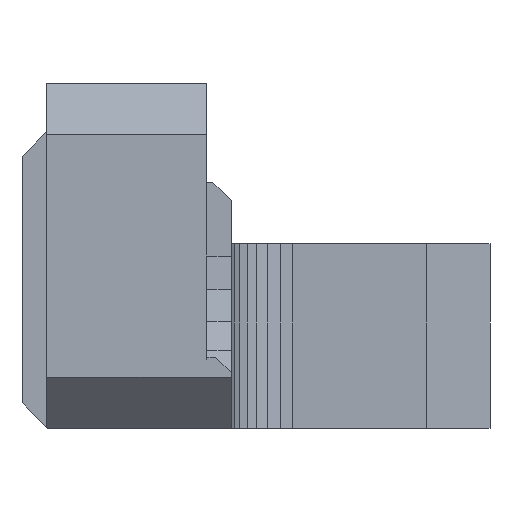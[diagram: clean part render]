
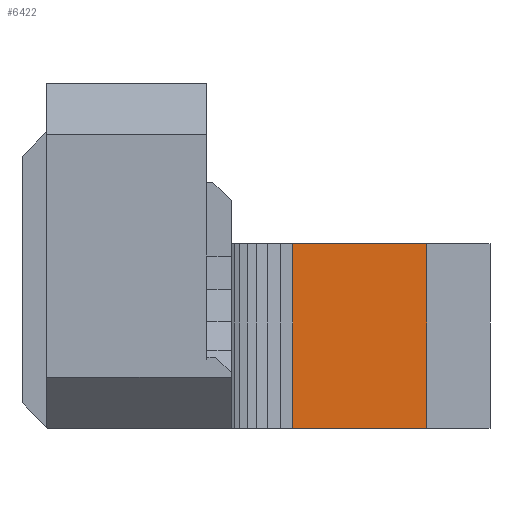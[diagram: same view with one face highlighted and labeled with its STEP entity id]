
A CAD part, left-side view. The second image highlights one B-rep face of the part: STEP entity #6422.
In plain terms, the highlighted planar face has unit normal (-1, 0, 0).
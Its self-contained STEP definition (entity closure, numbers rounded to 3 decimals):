
#55 = PLANE('',#56);
#56 = AXIS2_PLACEMENT_3D('',#57,#58,#59);
#57 = CARTESIAN_POINT('',(5.,-23.,0.));
#58 = DIRECTION('',(0.,0.,1.));
#59 = DIRECTION('',(1.,0.,0.));
#82 = PLANE('',#83);
#83 = AXIS2_PLACEMENT_3D('',#84,#85,#86);
#84 = CARTESIAN_POINT('',(19.071,-23.929,-2.));
#85 = DIRECTION('',(0.707,0.707,0.));
#86 = DIRECTION('',(0.,0.,1.));
#109 = PLANE('',#110);
#110 = AXIS2_PLACEMENT_3D('',#111,#112,#113);
#111 = CARTESIAN_POINT('',(5.,-23.,15.));
#112 = DIRECTION('',(0.,0.,1.));
#113 = DIRECTION('',(1.,0.,0.));
#233 = VERTEX_POINT('',#234);
#234 = CARTESIAN_POINT('',(13.,-7.,0.));
#255 = EDGE_CURVE('',#256,#233,#258,.T.);
#256 = VERTEX_POINT('',#257);
#257 = CARTESIAN_POINT('',(13.,-17.858,0.));
#258 = SURFACE_CURVE('',#259,(#263,#269),.PCURVE_S1.);
#259 = LINE('',#260,#261);
#260 = CARTESIAN_POINT('',(13.,-24.,0.));
#261 = VECTOR('',#262,1.);
#262 = DIRECTION('',(0.,1.,0.));
#263 = PCURVE('',#55,#264);
#264 = DEFINITIONAL_REPRESENTATION('',(#265),#268);
#265 = B_SPLINE_CURVE_WITH_KNOTS('',1,(#266,#267),.UNSPECIFIED.,.F.,.F.,
  (2,2),(-2.8,24.3),.PIECEWISE_BEZIER_KNOTS.);
#266 = CARTESIAN_POINT('',(8.,-3.8));
#267 = CARTESIAN_POINT('',(8.,23.3));
#268 = ( GEOMETRIC_REPRESENTATION_CONTEXT(2) 
PARAMETRIC_REPRESENTATION_CONTEXT() REPRESENTATION_CONTEXT('2D SPACE',''
  ) );
#269 = PCURVE('',#270,#275);
#270 = PLANE('',#271);
#271 = AXIS2_PLACEMENT_3D('',#272,#273,#274);
#272 = CARTESIAN_POINT('',(13.,-25.,-1.));
#273 = DIRECTION('',(1.,0.,0.));
#274 = DIRECTION('',(0.,0.,1.));
#275 = DEFINITIONAL_REPRESENTATION('',(#276),#279);
#276 = B_SPLINE_CURVE_WITH_KNOTS('',1,(#277,#278),.UNSPECIFIED.,.F.,.F.,
  (2,2),(-2.8,24.3),.PIECEWISE_BEZIER_KNOTS.);
#277 = CARTESIAN_POINT('',(1.,1.8));
#278 = CARTESIAN_POINT('',(1.,-25.3));
#279 = ( GEOMETRIC_REPRESENTATION_CONTEXT(2) 
PARAMETRIC_REPRESENTATION_CONTEXT() REPRESENTATION_CONTEXT('2D SPACE',''
  ) );
#4396 = VERTEX_POINT('',#4397);
#4397 = CARTESIAN_POINT('',(13.,-7.,15.));
#4418 = EDGE_CURVE('',#4419,#4396,#4421,.T.);
#4419 = VERTEX_POINT('',#4420);
#4420 = CARTESIAN_POINT('',(13.,-17.858,15.));
#4421 = SURFACE_CURVE('',#4422,(#4426,#4432),.PCURVE_S1.);
#4422 = LINE('',#4423,#4424);
#4423 = CARTESIAN_POINT('',(13.,-24.,15.));
#4424 = VECTOR('',#4425,1.);
#4425 = DIRECTION('',(0.,1.,0.));
#4426 = PCURVE('',#109,#4427);
#4427 = DEFINITIONAL_REPRESENTATION('',(#4428),#4431);
#4428 = B_SPLINE_CURVE_WITH_KNOTS('',1,(#4429,#4430),.UNSPECIFIED.,.F.,
  .F.,(2,2),(-2.8,24.3),.PIECEWISE_BEZIER_KNOTS.);
#4429 = CARTESIAN_POINT('',(8.,-3.8));
#4430 = CARTESIAN_POINT('',(8.,23.3));
#4431 = ( GEOMETRIC_REPRESENTATION_CONTEXT(2) 
PARAMETRIC_REPRESENTATION_CONTEXT() REPRESENTATION_CONTEXT('2D SPACE',''
  ) );
#4432 = PCURVE('',#270,#4433);
#4433 = DEFINITIONAL_REPRESENTATION('',(#4434),#4437);
#4434 = B_SPLINE_CURVE_WITH_KNOTS('',1,(#4435,#4436),.UNSPECIFIED.,.F.,
  .F.,(2,2),(-2.8,24.3),.PIECEWISE_BEZIER_KNOTS.);
#4435 = CARTESIAN_POINT('',(16.,1.8));
#4436 = CARTESIAN_POINT('',(16.,-25.3));
#4437 = ( GEOMETRIC_REPRESENTATION_CONTEXT(2) 
PARAMETRIC_REPRESENTATION_CONTEXT() REPRESENTATION_CONTEXT('2D SPACE',''
  ) );
#6100 = EDGE_CURVE('',#256,#4419,#6101,.T.);
#6101 = SURFACE_CURVE('',#6102,(#6106,#6112),.PCURVE_S1.);
#6102 = LINE('',#6103,#6104);
#6103 = CARTESIAN_POINT('',(13.,-17.858,-1.5));
#6104 = VECTOR('',#6105,1.);
#6105 = DIRECTION('',(0.,0.,1.));
#6106 = PCURVE('',#82,#6107);
#6107 = DEFINITIONAL_REPRESENTATION('',(#6108),#6111);
#6108 = B_SPLINE_CURVE_WITH_KNOTS('',1,(#6109,#6110),.UNSPECIFIED.,.F.,
  .F.,(2,2),(0.,18.),.PIECEWISE_BEZIER_KNOTS.);
#6109 = CARTESIAN_POINT('',(0.5,-8.586));
#6110 = CARTESIAN_POINT('',(18.5,-8.586));
#6111 = ( GEOMETRIC_REPRESENTATION_CONTEXT(2) 
PARAMETRIC_REPRESENTATION_CONTEXT() REPRESENTATION_CONTEXT('2D SPACE',''
  ) );
#6112 = PCURVE('',#270,#6113);
#6113 = DEFINITIONAL_REPRESENTATION('',(#6114),#6117);
#6114 = B_SPLINE_CURVE_WITH_KNOTS('',1,(#6115,#6116),.UNSPECIFIED.,.F.,
  .F.,(2,2),(0.,18.),.PIECEWISE_BEZIER_KNOTS.);
#6115 = CARTESIAN_POINT('',(-0.5,-7.142));
#6116 = CARTESIAN_POINT('',(17.5,-7.142));
#6117 = ( GEOMETRIC_REPRESENTATION_CONTEXT(2) 
PARAMETRIC_REPRESENTATION_CONTEXT() REPRESENTATION_CONTEXT('2D SPACE',''
  ) );
#6422 = ADVANCED_FACE('',(#6423),#270,.F.);
#6423 = FACE_BOUND('',#6424,.F.);
#6424 = EDGE_LOOP('',(#6425,#6426,#6427,#6453));
#6425 = ORIENTED_EDGE('',*,*,#6100,.F.);
#6426 = ORIENTED_EDGE('',*,*,#255,.T.);
#6427 = ORIENTED_EDGE('',*,*,#6428,.T.);
#6428 = EDGE_CURVE('',#233,#4396,#6429,.T.);
#6429 = SURFACE_CURVE('',#6430,(#6434,#6441),.PCURVE_S1.);
#6430 = LINE('',#6431,#6432);
#6431 = CARTESIAN_POINT('',(13.,-7.,-1.));
#6432 = VECTOR('',#6433,1.);
#6433 = DIRECTION('',(0.,0.,1.));
#6434 = PCURVE('',#270,#6435);
#6435 = DEFINITIONAL_REPRESENTATION('',(#6436),#6440);
#6436 = LINE('',#6437,#6438);
#6437 = CARTESIAN_POINT('',(0.,-18.));
#6438 = VECTOR('',#6439,1.);
#6439 = DIRECTION('',(1.,0.));
#6440 = ( GEOMETRIC_REPRESENTATION_CONTEXT(2) 
PARAMETRIC_REPRESENTATION_CONTEXT() REPRESENTATION_CONTEXT('2D SPACE',''
  ) );
#6441 = PCURVE('',#6442,#6447);
#6442 = PLANE('',#6443);
#6443 = AXIS2_PLACEMENT_3D('',#6444,#6445,#6446);
#6444 = CARTESIAN_POINT('',(13.,-7.,-1.));
#6445 = DIRECTION('',(-0.995,-0.105,0.));
#6446 = DIRECTION('',(-0.105,0.995,0.));
#6447 = DEFINITIONAL_REPRESENTATION('',(#6448),#6452);
#6448 = LINE('',#6449,#6450);
#6449 = CARTESIAN_POINT('',(0.,0.));
#6450 = VECTOR('',#6451,1.);
#6451 = DIRECTION('',(0.,-1.));
#6452 = ( GEOMETRIC_REPRESENTATION_CONTEXT(2) 
PARAMETRIC_REPRESENTATION_CONTEXT() REPRESENTATION_CONTEXT('2D SPACE',''
  ) );
#6453 = ORIENTED_EDGE('',*,*,#4418,.F.);
